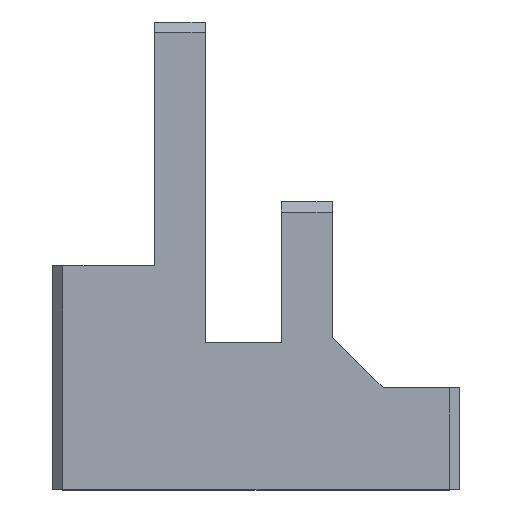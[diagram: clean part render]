
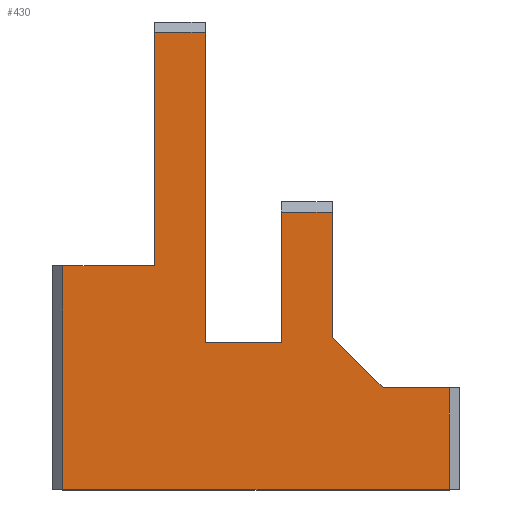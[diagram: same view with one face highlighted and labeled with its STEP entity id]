
A CAD part, top view. The second image highlights one B-rep face of the part: STEP entity #430.
In plain terms, the highlighted planar face has unit normal (0, 0, 1).
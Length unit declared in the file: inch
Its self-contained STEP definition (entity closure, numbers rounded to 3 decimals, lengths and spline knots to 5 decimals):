
#3 = ORIENTED_EDGE ( 'NONE', *, *, #1251, .T. ) ;
#34 = VECTOR ( 'NONE', #853, 39.37008 ) ;
#35 = CARTESIAN_POINT ( 'NONE',  ( 1., 2.2, 1.5 ) ) ;
#40 = VERTEX_POINT ( 'NONE', #145 ) ;
#128 = DIRECTION ( 'NONE',  ( -1., 0., 0. ) ) ;
#145 = CARTESIAN_POINT ( 'NONE',  ( 3.4, 0., 1.5 ) ) ;
#153 = LINE ( 'NONE', #1654, #1149 ) ;
#186 = EDGE_CURVE ( 'NONE', #673, #1108, #1678, .T. ) ;
#188 = ORIENTED_EDGE ( 'NONE', *, *, #2058, .F. ) ;
#198 = VECTOR ( 'NONE', #1359, 39.37008 ) ;
#229 = CARTESIAN_POINT ( 'NONE',  ( 0.5, 4.5, 1.5 ) ) ;
#233 = VERTEX_POINT ( 'NONE', #1026 ) ;
#242 = DIRECTION ( 'NONE',  ( 0., -1., 0. ) ) ;
#268 = ORIENTED_EDGE ( 'NONE', *, *, #1023, .T. ) ;
#308 = ORIENTED_EDGE ( 'NONE', *, *, #651, .T. ) ;
#315 = EDGE_CURVE ( 'NONE', #2546, #1905, #950, .T. ) ;
#346 = DIRECTION ( 'NONE',  ( 0., 1., 0. ) ) ;
#375 = LINE ( 'NONE', #773, #2252 ) ;
#393 = LINE ( 'NONE', #619, #1419 ) ;
#402 = DIRECTION ( 'NONE',  ( -1., 0., 0. ) ) ;
#409 = DIRECTION ( 'NONE',  ( 0., -1., 0. ) ) ;
#414 = EDGE_LOOP ( 'NONE', ( #1641, #1872, #809, #1072, #188, #268, #3, #2343, #1215, #2742, #986, #308, #480 ) ) ;
#418 = EDGE_CURVE ( 'NONE', #2774, #40, #153, .T. ) ;
#430 = ADVANCED_FACE ( 'NONE', ( #1204 ), #1597, .F. ) ;
#480 = ORIENTED_EDGE ( 'NONE', *, *, #186, .T. ) ;
#484 = CARTESIAN_POINT ( 'NONE',  ( -1., 2.2, 1.5 ) ) ;
#498 = LINE ( 'NONE', #1533, #1774 ) ;
#513 = EDGE_CURVE ( 'NONE', #1227, #233, #2065, .T. ) ;
#520 = EDGE_CURVE ( 'NONE', #1227, #1108, #2503, .T. ) ;
#571 = VECTOR ( 'NONE', #402, 39.37008 ) ;
#596 = CARTESIAN_POINT ( 'NONE',  ( 1.75, 1.45, 1.5 ) ) ;
#619 = CARTESIAN_POINT ( 'NONE',  ( -0.4005, 2.2, 1.5 ) ) ;
#627 = AXIS2_PLACEMENT_3D ( 'NONE', #1849, #2517, #128 ) ;
#651 = EDGE_CURVE ( 'NONE', #1506, #673, #498, .T. ) ;
#658 = DIRECTION ( 'NONE',  ( -0.707, 0.707, 0. ) ) ;
#666 = DIRECTION ( 'NONE',  ( -1., 0., 0. ) ) ;
#673 = VERTEX_POINT ( 'NONE', #691 ) ;
#684 = DIRECTION ( 'NONE',  ( 1., 0., 0. ) ) ;
#685 = EDGE_CURVE ( 'NONE', #1717, #880, #1493, .T. ) ;
#691 = CARTESIAN_POINT ( 'NONE',  ( 2.75, 1., 1.5 ) ) ;
#732 = VECTOR ( 'NONE', #1433, 39.37008 ) ;
#770 = DIRECTION ( 'NONE',  ( 0., -1., 0. ) ) ;
#773 = CARTESIAN_POINT ( 'NONE',  ( 3.4, 2.2, 1.5 ) ) ;
#802 = CARTESIAN_POINT ( 'NONE',  ( -1., 2.73, 1.5 ) ) ;
#806 = CARTESIAN_POINT ( 'NONE',  ( 0.275, 3.475, 1.5 ) ) ;
#809 = ORIENTED_EDGE ( 'NONE', *, *, #2662, .T. ) ;
#847 = CARTESIAN_POINT ( 'NONE',  ( 2.25, 2.73, 1.5 ) ) ;
#853 = DIRECTION ( 'NONE',  ( 1., 0., 0. ) ) ;
#880 = VERTEX_POINT ( 'NONE', #2415 ) ;
#950 = LINE ( 'NONE', #1369, #1145 ) ;
#973 = EDGE_CURVE ( 'NONE', #1717, #2774, #393, .T. ) ;
#986 = ORIENTED_EDGE ( 'NONE', *, *, #1398, .T. ) ;
#1023 = EDGE_CURVE ( 'NONE', #2109, #2592, #2280, .T. ) ;
#1026 = CARTESIAN_POINT ( 'NONE',  ( 1.75, 2.73, 1.5 ) ) ;
#1072 = ORIENTED_EDGE ( 'NONE', *, *, #315, .F. ) ;
#1108 = VERTEX_POINT ( 'NONE', #1296 ) ;
#1145 = VECTOR ( 'NONE', #684, 39.37008 ) ;
#1149 = VECTOR ( 'NONE', #2733, 39.37008 ) ;
#1204 = FACE_OUTER_BOUND ( 'NONE', #414, .T. ) ;
#1215 = ORIENTED_EDGE ( 'NONE', *, *, #973, .T. ) ;
#1227 = VERTEX_POINT ( 'NONE', #847 ) ;
#1251 = EDGE_CURVE ( 'NONE', #2592, #880, #1574, .T. ) ;
#1262 = LINE ( 'NONE', #2594, #1619 ) ;
#1296 = CARTESIAN_POINT ( 'NONE',  ( 2.25, 1.5, 1.5 ) ) ;
#1307 = LINE ( 'NONE', #35, #1951 ) ;
#1359 = DIRECTION ( 'NONE',  ( 0., -1., 0. ) ) ;
#1369 = CARTESIAN_POINT ( 'NONE',  ( 1., 1.45, 1.5 ) ) ;
#1398 = EDGE_CURVE ( 'NONE', #40, #1506, #375, .T. ) ;
#1419 = VECTOR ( 'NONE', #1682, 39.37008 ) ;
#1433 = DIRECTION ( 'NONE',  ( -1., 0., 0. ) ) ;
#1493 = LINE ( 'NONE', #484, #34 ) ;
#1506 = VERTEX_POINT ( 'NONE', #1737 ) ;
#1531 = CARTESIAN_POINT ( 'NONE',  ( 1., 1.45, 1.5 ) ) ;
#1533 = CARTESIAN_POINT ( 'NONE',  ( 3.5, 1., 1.5 ) ) ;
#1574 = LINE ( 'NONE', #2230, #198 ) ;
#1597 = PLANE ( 'NONE',  #627 ) ;
#1619 = VECTOR ( 'NONE', #242, 39.37008 ) ;
#1641 = ORIENTED_EDGE ( 'NONE', *, *, #520, .F. ) ;
#1654 = CARTESIAN_POINT ( 'NONE',  ( -1., 0., 1.5 ) ) ;
#1678 = LINE ( 'NONE', #806, #1771 ) ;
#1682 = DIRECTION ( 'NONE',  ( 0., -1., 0. ) ) ;
#1717 = VERTEX_POINT ( 'NONE', #2250 ) ;
#1737 = CARTESIAN_POINT ( 'NONE',  ( 3.4, 1., 1.5 ) ) ;
#1771 = VECTOR ( 'NONE', #658, 39.37008 ) ;
#1774 = VECTOR ( 'NONE', #666, 39.37008 ) ;
#1849 = CARTESIAN_POINT ( 'NONE',  ( -1., 2.2, 1.5 ) ) ;
#1872 = ORIENTED_EDGE ( 'NONE', *, *, #513, .T. ) ;
#1905 = VERTEX_POINT ( 'NONE', #596 ) ;
#1951 = VECTOR ( 'NONE', #409, 39.37008 ) ;
#2058 = EDGE_CURVE ( 'NONE', #2109, #2546, #1307, .T. ) ;
#2065 = LINE ( 'NONE', #802, #571 ) ;
#2109 = VERTEX_POINT ( 'NONE', #2744 ) ;
#2230 = CARTESIAN_POINT ( 'NONE',  ( 0.5, 4.6, 1.5 ) ) ;
#2250 = CARTESIAN_POINT ( 'NONE',  ( -0.4005, 2.2, 1.5 ) ) ;
#2252 = VECTOR ( 'NONE', #346, 39.37008 ) ;
#2280 = LINE ( 'NONE', #2539, #732 ) ;
#2343 = ORIENTED_EDGE ( 'NONE', *, *, #685, .F. ) ;
#2415 = CARTESIAN_POINT ( 'NONE',  ( 0.5, 2.2, 1.5 ) ) ;
#2428 = CARTESIAN_POINT ( 'NONE',  ( -0.4005, 0., 1.5 ) ) ;
#2503 = LINE ( 'NONE', #2687, #2625 ) ;
#2517 = DIRECTION ( 'NONE',  ( 0., 0., -1. ) ) ;
#2539 = CARTESIAN_POINT ( 'NONE',  ( -1., 4.5, 1.5 ) ) ;
#2546 = VERTEX_POINT ( 'NONE', #1531 ) ;
#2592 = VERTEX_POINT ( 'NONE', #229 ) ;
#2594 = CARTESIAN_POINT ( 'NONE',  ( 1.75, 3., 1.5 ) ) ;
#2625 = VECTOR ( 'NONE', #770, 39.37008 ) ;
#2662 = EDGE_CURVE ( 'NONE', #233, #1905, #1262, .T. ) ;
#2687 = CARTESIAN_POINT ( 'NONE',  ( 2.25, 3., 1.5 ) ) ;
#2733 = DIRECTION ( 'NONE',  ( 1., 0., 0. ) ) ;
#2742 = ORIENTED_EDGE ( 'NONE', *, *, #418, .T. ) ;
#2744 = CARTESIAN_POINT ( 'NONE',  ( 1., 4.5, 1.5 ) ) ;
#2774 = VERTEX_POINT ( 'NONE', #2428 ) ;
